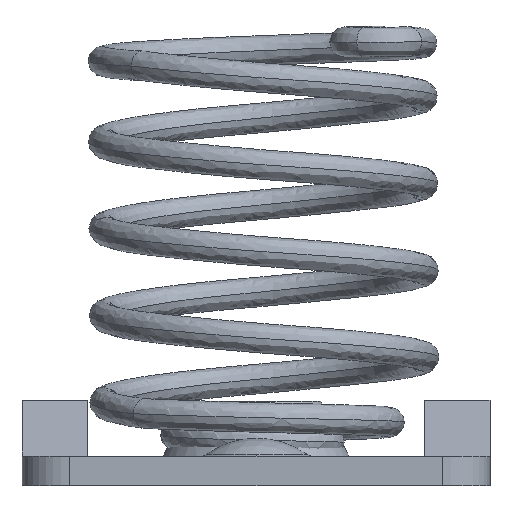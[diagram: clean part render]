
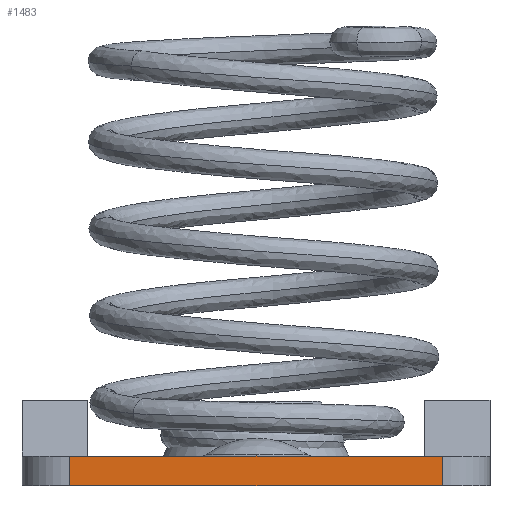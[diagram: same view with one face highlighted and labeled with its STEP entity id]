
A CAD part, front view. The second image highlights one B-rep face of the part: STEP entity #1483.
In plain terms, the highlighted planar face has unit normal (0, -1, 0).
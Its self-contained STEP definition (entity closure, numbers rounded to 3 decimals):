
#1222 = EDGE_CURVE ( 'NONE', #1325, #1223, #1832, .T. ) ;
#1223 = VERTEX_POINT ( 'NONE', #1828 ) ;
#1236 = EDGE_CURVE ( 'NONE', #1316, #1381, #1928, .T. ) ;
#1316 = VERTEX_POINT ( 'NONE', #2071 ) ;
#1325 = VERTEX_POINT ( 'NONE', #2100 ) ;
#1381 = VERTEX_POINT ( 'NONE', #2212 ) ;
#1389 = ORIENTED_EDGE ( 'NONE', *, *, #1458, .T. ) ;
#1426 = ORIENTED_EDGE ( 'NONE', *, *, #1222, .F. ) ;
#1458 = EDGE_CURVE ( 'NONE', #1325, #1316, #2420, .T. ) ;
#1467 = EDGE_LOOP ( 'NONE', ( #1472, #1470, #1426, #1389 ) ) ;
#1470 = ORIENTED_EDGE ( 'NONE', *, *, #1471, .F. ) ;
#1471 = EDGE_CURVE ( 'NONE', #1223, #1381, #2574, .T. ) ;
#1472 = ORIENTED_EDGE ( 'NONE', *, *, #1236, .T. ) ;
#1483 = ADVANCED_FACE ( 'NONE', ( #2558 ), #2474, .F. ) ;
#1828 = CARTESIAN_POINT ( 'NONE',  ( 4.032, -4.352, -0.429 ) ) ;
#1829 = DIRECTION ( 'NONE',  ( 1., 0., 0. ) ) ;
#1830 = VECTOR ( 'NONE', #1829, 1000. ) ;
#1831 = CARTESIAN_POINT ( 'NONE',  ( -2.344, -4.352, -0.429 ) ) ;
#1832 = LINE ( 'NONE', #1831, #1830 ) ;
#1910 = DIRECTION ( 'NONE',  ( 1., 0., 0. ) ) ;
#1911 = VECTOR ( 'NONE', #1910, 1000. ) ;
#1927 = CARTESIAN_POINT ( 'NONE',  ( -2.344, -4.352, -0.937 ) ) ;
#1928 = LINE ( 'NONE', #1927, #1911 ) ;
#2071 = CARTESIAN_POINT ( 'NONE',  ( -2.344, -4.352, -0.937 ) ) ;
#2100 = CARTESIAN_POINT ( 'NONE',  ( -2.344, -4.352, -0.429 ) ) ;
#2212 = CARTESIAN_POINT ( 'NONE',  ( 4.032, -4.352, -0.937 ) ) ;
#2418 = VECTOR ( 'NONE', #2505, 1000. ) ;
#2419 = CARTESIAN_POINT ( 'NONE',  ( -2.344, -4.352, -0.429 ) ) ;
#2420 = LINE ( 'NONE', #2419, #2418 ) ;
#2469 = DIRECTION ( 'NONE',  ( 0., 0., 1. ) ) ;
#2470 = DIRECTION ( 'NONE',  ( 0., 1., 0. ) ) ;
#2471 = CARTESIAN_POINT ( 'NONE',  ( -2.344, -4.352, -0.429 ) ) ;
#2472 = AXIS2_PLACEMENT_3D ( 'NONE', #2471, #2470, #2469 ) ;
#2474 = PLANE ( 'NONE',  #2472 ) ;
#2505 = DIRECTION ( 'NONE',  ( 0., 0., -1. ) ) ;
#2534 = DIRECTION ( 'NONE',  ( 0., 0., -1. ) ) ;
#2535 = VECTOR ( 'NONE', #2534, 1000. ) ;
#2536 = CARTESIAN_POINT ( 'NONE',  ( 4.032, -4.352, -0.429 ) ) ;
#2558 = FACE_OUTER_BOUND ( 'NONE', #1467, .T. ) ;
#2574 = LINE ( 'NONE', #2536, #2535 ) ;
